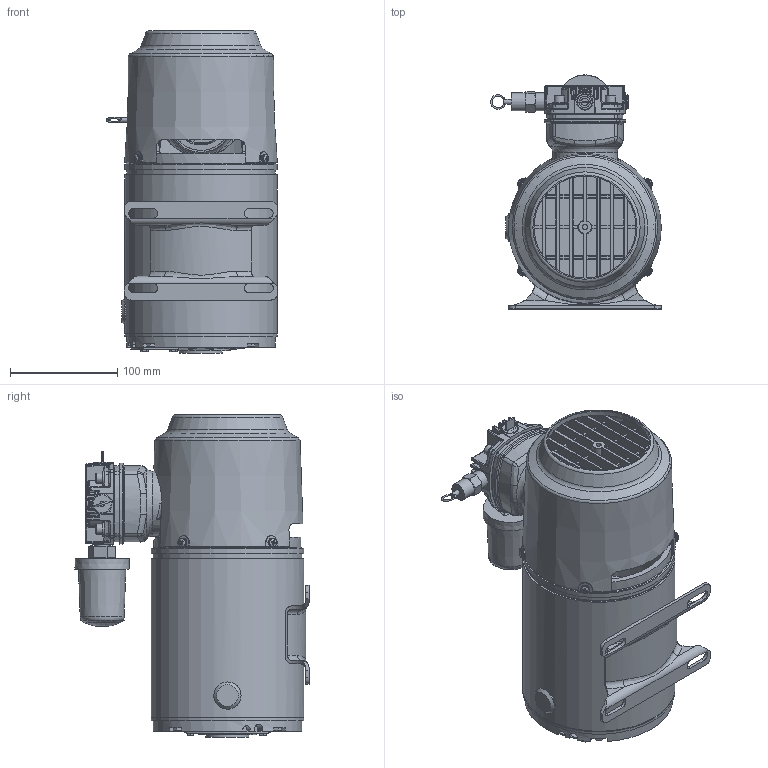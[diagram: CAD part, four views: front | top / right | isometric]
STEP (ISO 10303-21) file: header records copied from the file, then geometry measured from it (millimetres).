
FILE_DESCRIPTION (( 'STEP AP214' ), '1' );
FILE_NAME ('2HAH-10-M200X.STEP', '2025-04-16T19:17:24', ( '' ), ( '' ), 'SwSTEP 2.0', 'SolidWorks 2023', '' );
FILE_SCHEMA (( 'AUTOMOTIVE_DESIGN' ));
Length unit declared in the file: inch
Products named in the file (24): AF518; BA503_44605K232; AF531; BB619; AF530; AF510; BB417_95345A544; AF508; 2HAH-10-M200X; AH570; AE451A; AH569F; AF534M; AS100B; AF519A; M200EX; AF529; AG449-1; B300A
Assembly tree (25 placements, depth 3):
  2HAH-10-M200X
    AF510
    AF534M
    AG449-1
      AF508
      AF518
      AF529
      AF530
      AF531
      AF519A
      BB619  x4
    BB417_95345A544
    BB417_95345A544
    BB417_95345A544
    BB417_95345A544
    BB619
    BB619
    AE451A
    AH569F
    BA503_44605K232
    M200EX
    AS100B
    B300A
  AH570
Bounding box: 159.6 x 218.58 x 300.94 mm (x, y, z)
Volume: 948460.3 mm3; surface area: 444766.2 mm2
Topology: 27 solids, 29 shells, 3108 faces, 7851 edges, 4778 vertices
Faces by surface type: bspline 1041, plane 918, cylinder 789, cone 182, torus 113, sphere 65
Full cylindrical faces by diameter (mm): 3.134 x44, 3.454 x8, 4.496 x1, 4.699 x1, 4.826 x8, 5.7 x4, 6.35 x4, 6.604 x8, 6.858 x8, 7.112 x4, 8.179 x4, 8.357 x1, 9.525 x4, 10.541 x1, 11.684 x4, 12.7 x4, 15.24 x1, 15.469 x1, 16.764 x2, 25.4 x1, 40.132 x1, 57.15 x7, 60.452 x1, 95.25 x1, 127 x1, 137.414 x1, 138.43 x1, 138.963 x1, 139.09 x1, 141.478 x1
Entity records: 136182 total; most frequent: CARTESIAN_POINT 64859, ORIENTED_EDGE 14763, DIRECTION 10883, EDGE_CURVE 7382, VERTEX_POINT 4581, AXIS2_PLACEMENT_3D 4054, EDGE_LOOP 3360, FACE_OUTER_BOUND 3135
